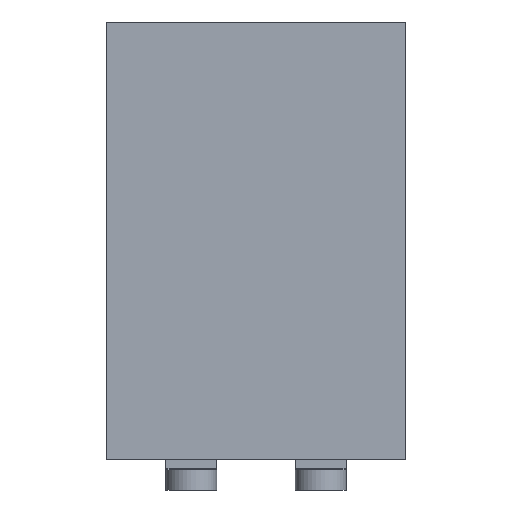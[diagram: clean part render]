
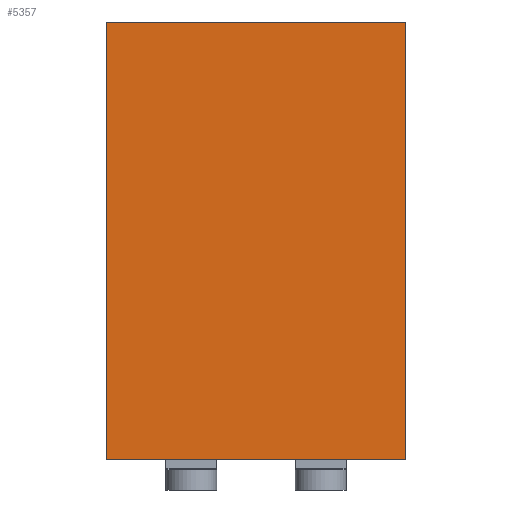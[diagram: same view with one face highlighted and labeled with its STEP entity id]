
A CAD part, front view. The second image highlights one B-rep face of the part: STEP entity #5357.
In plain terms, the highlighted planar face has unit normal (0, -1, 0).
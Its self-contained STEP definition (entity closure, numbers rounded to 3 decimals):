
#235=PLANE('',#5907);
#762=LINE('',#9144,#1290);
#763=LINE('',#9147,#1291);
#764=LINE('',#9149,#1292);
#765=LINE('',#9151,#1293);
#1290=VECTOR('',#7413,1000.);
#1291=VECTOR('',#7414,1000.);
#1292=VECTOR('',#7415,1000.);
#1293=VECTOR('',#7416,1000.);
#2770=ORIENTED_EDGE('',*,*,#3642,.F.);
#2771=ORIENTED_EDGE('',*,*,#3643,.F.);
#2772=ORIENTED_EDGE('',*,*,#3644,.F.);
#2773=ORIENTED_EDGE('',*,*,#3645,.F.);
#3642=EDGE_CURVE('',#4154,#4155,#762,.T.);
#3643=EDGE_CURVE('',#4156,#4154,#763,.T.);
#3644=EDGE_CURVE('',#4157,#4156,#764,.T.);
#3645=EDGE_CURVE('',#4155,#4157,#765,.T.);
#4154=VERTEX_POINT('',#9145);
#4155=VERTEX_POINT('',#9146);
#4156=VERTEX_POINT('',#9148);
#4157=VERTEX_POINT('',#9150);
#4645=EDGE_LOOP('',(#2770,#2771,#2772,#2773));
#4943=FACE_BOUND('',#4645,.T.);
#5357=ADVANCED_FACE('',(#4943),#235,.F.);
#5907=AXIS2_PLACEMENT_3D('',#9143,#7411,#7412);
#7411=DIRECTION('',(0.,1.,0.));
#7412=DIRECTION('',(0.,0.,1.));
#7413=DIRECTION('',(0.,0.,1.));
#7414=DIRECTION('',(-1.,0.,0.));
#7415=DIRECTION('',(0.,0.,-1.));
#7416=DIRECTION('',(1.,0.,0.));
#9143=CARTESIAN_POINT('',(0.,-1.55,0.));
#9144=CARTESIAN_POINT('',(-1.47,-1.55,-2.15));
#9145=CARTESIAN_POINT('',(-1.47,-1.55,-2.15));
#9146=CARTESIAN_POINT('',(-1.47,-1.55,2.15));
#9147=CARTESIAN_POINT('',(1.47,-1.55,-2.15));
#9148=CARTESIAN_POINT('',(1.47,-1.55,-2.15));
#9149=CARTESIAN_POINT('',(1.47,-1.55,2.15));
#9150=CARTESIAN_POINT('',(1.47,-1.55,2.15));
#9151=CARTESIAN_POINT('',(-1.47,-1.55,2.15));
